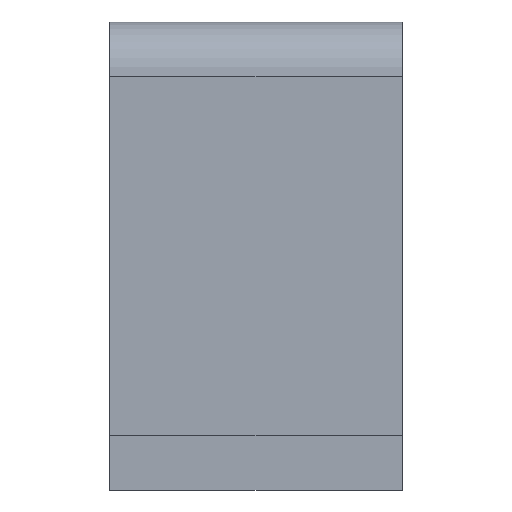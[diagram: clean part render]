
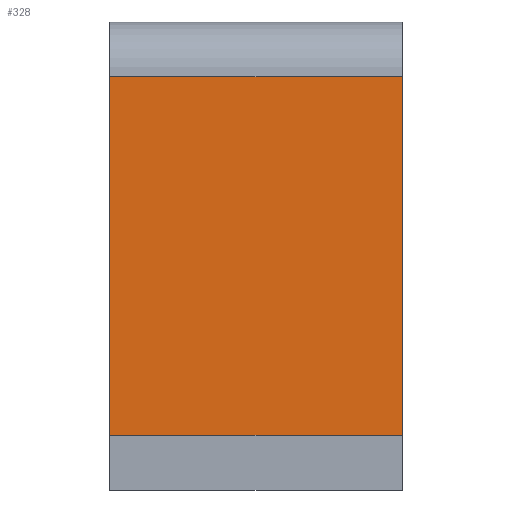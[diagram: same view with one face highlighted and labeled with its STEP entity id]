
A CAD part, front view. The second image highlights one B-rep face of the part: STEP entity #328.
In plain terms, the highlighted planar face has unit normal (0, -1, 0).
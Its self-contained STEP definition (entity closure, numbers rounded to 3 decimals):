
#200=CARTESIAN_POINT('',(4.005,-7.517,16.1));
#201=VERTEX_POINT('',#200);
#209=CARTESIAN_POINT('',(4.005,-7.517,6.3));
#210=VERTEX_POINT('',#209);
#211=CARTESIAN_POINT('',(4.005,-7.517,6.3));
#212=DIRECTION('',(0.,0.,1.));
#213=VECTOR('',#212,9.8);
#214=LINE('',#211,#213);
#215=EDGE_CURVE('',#210,#201,#214,.T.);
#298=CARTESIAN_POINT('',(0.005,-7.517,6.3));
#299=DIRECTION('',(-0.,1.,0.));
#300=DIRECTION('',(0.,0.,1.));
#301=AXIS2_PLACEMENT_3D('',#298,#299,#300);
#302=PLANE('',#301);
#303=ORIENTED_EDGE('',*,*,#215,.T.);
#304=CARTESIAN_POINT('',(-3.995,-7.517,16.1));
#305=VERTEX_POINT('',#304);
#306=CARTESIAN_POINT('',(4.005,-7.517,16.1));
#307=DIRECTION('',(-1.,-0.,0.));
#308=VECTOR('',#307,8.);
#309=LINE('',#306,#308);
#310=EDGE_CURVE('',#201,#305,#309,.T.);
#311=ORIENTED_EDGE('',*,*,#310,.T.);
#312=CARTESIAN_POINT('',(-3.995,-7.517,6.3));
#313=VERTEX_POINT('',#312);
#314=CARTESIAN_POINT('',(-3.995,-7.517,6.3));
#315=DIRECTION('',(0.,0.,1.));
#316=VECTOR('',#315,9.8);
#317=LINE('',#314,#316);
#318=EDGE_CURVE('',#313,#305,#317,.T.);
#319=ORIENTED_EDGE('',*,*,#318,.F.);
#320=CARTESIAN_POINT('',(4.005,-7.517,6.3));
#321=DIRECTION('',(-1.,-0.,0.));
#322=VECTOR('',#321,8.);
#323=LINE('',#320,#322);
#324=EDGE_CURVE('',#210,#313,#323,.T.);
#325=ORIENTED_EDGE('',*,*,#324,.F.);
#326=EDGE_LOOP('',(#303,#311,#319,#325));
#327=FACE_BOUND('',#326,.T.);
#328=ADVANCED_FACE('',(#327),#302,.F.);
